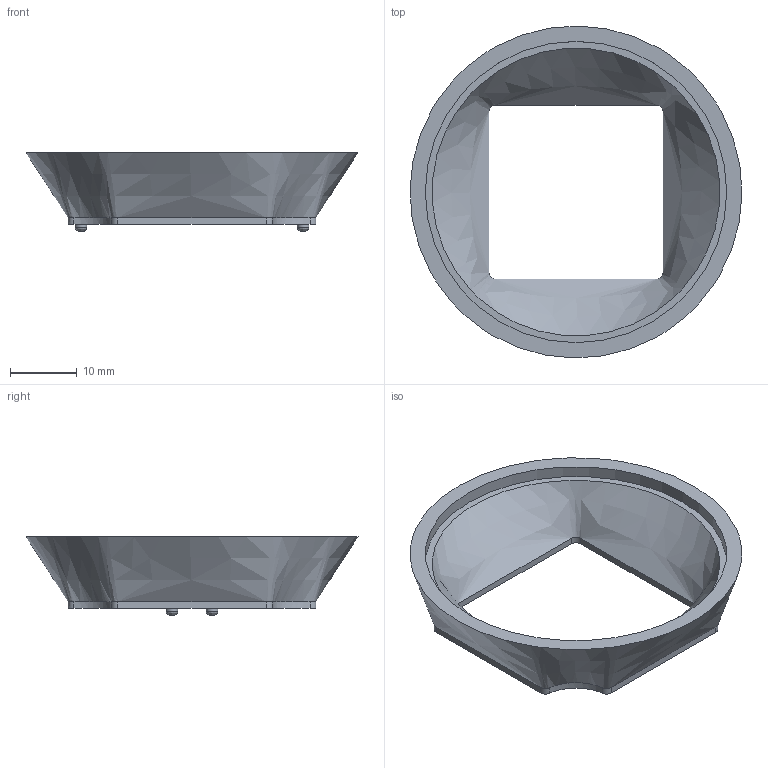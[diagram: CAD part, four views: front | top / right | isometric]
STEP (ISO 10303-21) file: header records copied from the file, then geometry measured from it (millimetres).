
FILE_DESCRIPTION( ( 'Unknown' ), '1' );
FILE_NAME( '44mm_collimator.stp', 'Unknown', ( 'Unknown' ), ( 'Unknown' ), 'PSStep 15.0.49', 'Unknown', ' ' );
FILE_SCHEMA( ( 'AUTOMOTIVE_DESIGN { 1 0 10303 214 1 1 1 1 }' ) );
Length unit declared in the file: millimetre
Products named in the file (1): 1
Bounding box: 49.6 x 49.6 x 11.7 mm (x, y, z)
Volume: 4675.3 mm3; surface area: 4323 mm2
Topology: 1 solids, 1 shells, 42 faces, 129 edges, 94 vertices
Faces by surface type: cylinder 21, plane 15, bspline 6
Full cylindrical faces by diameter (mm): 1.75 x4, 45 x1
Entity records: 2944 total; most frequent: CARTESIAN_POINT 1577, ORIENTED_EDGE 228, DIRECTION 166, EDGE_CURVE 114, VERTEX_POINT 90, AXIS2_PLACEMENT_3D 67, EDGE_LOOP 60, FACE_OUTER_BOUND 53
